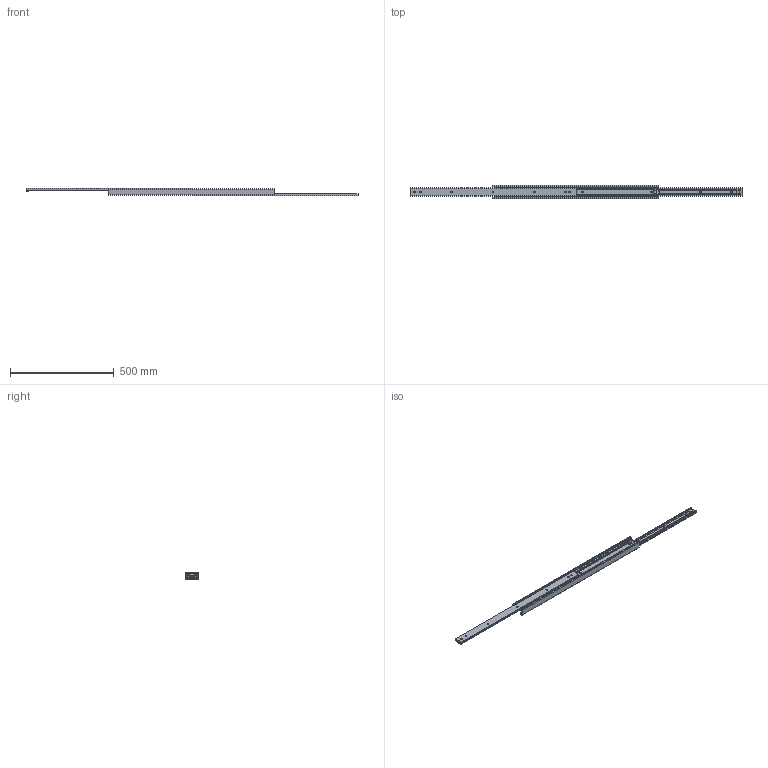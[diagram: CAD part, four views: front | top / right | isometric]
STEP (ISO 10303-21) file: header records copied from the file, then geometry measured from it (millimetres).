
FILE_DESCRIPTION (( 'STEP AP203' ), '1' );
FILE_NAME ('K-216-800.STEP', '2009-02-09T06:14:37', ( ' ' ), ( ' ' ), 'SwSTEP 2.0', 'SolidWorks 2007', '' );
FILE_SCHEMA (( 'CONFIG_CONTROL_DESIGN' ));
Length unit declared in the file: millimetre
Products named in the file (8): K-216-800C__蹬怮椔; K-216-800僗僩僢僷乕A__棉太倌; K-216-800; K-216-800A__蹬怮椔; K-216-800僗僩僢僷乕B__棉太倌; K-216-800B__蹬怮椔; K-216-800僗僩僢僷乕C__棉太倌; K-216-800僗僩僢僷乕D__棉太倌
Assembly tree (12 placements, depth 2):
  K-216-800
    K-216-800A__蹬怮椔
    K-216-800僗僩僢僷乕B__棉太倌  x2
    K-216-800僗僩僢僷乕A__棉太倌  x5
    K-216-800僗僩僢僷乕D__棉太倌
    K-216-800僗僩僢僷乕C__棉太倌
    K-216-800C__蹬怮椔
    K-216-800B__蹬怮椔
Bounding box: 1600 x 65 x 36 mm (x, y, z)
Volume: 1175449.9 mm3; surface area: 381900.6 mm2
Topology: 12 solids, 12 shells, 447 faces, 1201 edges, 790 vertices
Faces by surface type: plane 219, cylinder 206, cone 22
Entity records: 13147 total; most frequent: CARTESIAN_POINT 2456, DIRECTION 2081, ORIENTED_EDGE 2034, EDGE_CURVE 1017, AXIS2_PLACEMENT_3D 739, VERTEX_POINT 670, VECTOR 603, LINE 603
